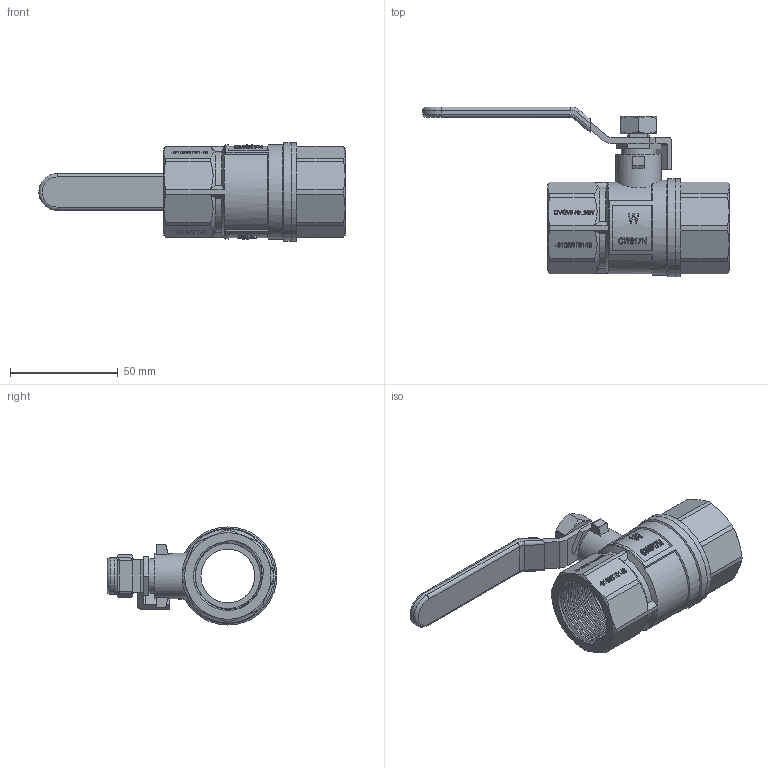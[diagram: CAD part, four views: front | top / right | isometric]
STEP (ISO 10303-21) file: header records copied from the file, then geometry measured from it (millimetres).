
FILE_DESCRIPTION(/* description */ ('Unknown'),/* implementation_level */ '2;1');
FILE_NAME(/* name */ '750-06',/* time_stamp */ '2022-07-26T12:47:15+02:00',/* author */ ('Unknown'),/* organization */ ('Unknown'),/* preprocessor_version */ 'ST-DEVELOPER v16.7',/* originating_system */ 'Solid Edge',/* authorisation */ 'Unknown');
FILE_SCHEMA (('AP203_CONFIGURATION_CONTROLLED_3D_DESIGN_OF_MECHANICAL_PARTS_AND_ASSEMBLIES_MIM_LF { 1 0 10303 203 3 1 4 }','AUTOMOTIVE_DESIGN {1 0 10303 214 3 1 1}'));
Products named in the file (12): 756-06; Spinsel-co_oa_0; 600-1-spindel; 600-1-Stopfbuchse; 600-1-Mutter-fl.g; 600-1-Mutter-fl.g.; Stahlgriff 1; 620-1-St-Griff-u; 620-1-St-Griff; Kvrper-co_oa_1; Kvrper; Einschraubteil
Assembly tree (11 placements, depth 3):
  756-06
    Spinsel-co_oa_0
      600-1-spindel
      600-1-Stopfbuchse
    600-1-Mutter-fl.g
      600-1-Mutter-fl.g.
    Stahlgriff 1
      620-1-St-Griff-u
      620-1-St-Griff
    Kvrper-co_oa_1
      Kvrper
      Einschraubteil
Bounding box: 142 x 78.8 x 45.5 mm (x, y, z)
Volume: 33700.2 mm3; surface area: 44213.9 mm2
Topology: 6 solids, 7 shells, 1711 faces, 4763 edges, 3162 vertices
Faces by surface type: plane 1545, cylinder 103, cone 50, torus 6, bspline 5, sphere 2
Full cylindrical faces by diameter (mm): 8.5 x1, 8.9 x1, 12 x2, 12.1 x1, 12.5 x1, 14 x1, 14.5 x1, 16 x1, 16.5 x1, 18 x1, 21 x1, 25 x2, 30.291 x2, 31 x1, 33 x2, 39 x1, 40.5 x1, 41 x1, 44 x1, 45.5 x2
Entity records: 59111 total; most frequent: CARTESIAN_POINT 13939, ORIENTED_EDGE 9426, DIRECTION 9180, EDGE_CURVE 4715, LINE 3470, VECTOR 3470, VERTEX_POINT 3154, AXIS2_PLACEMENT_3D 2855
